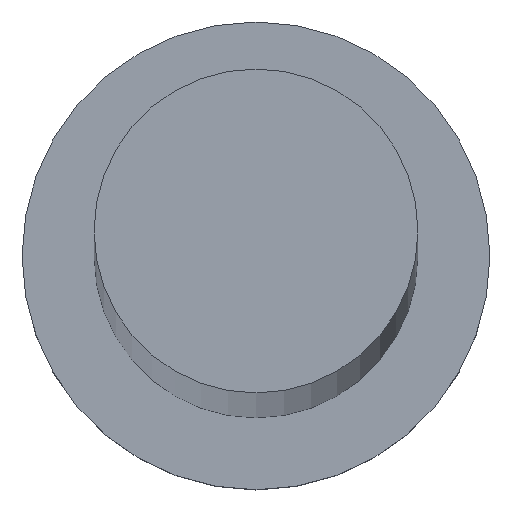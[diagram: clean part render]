
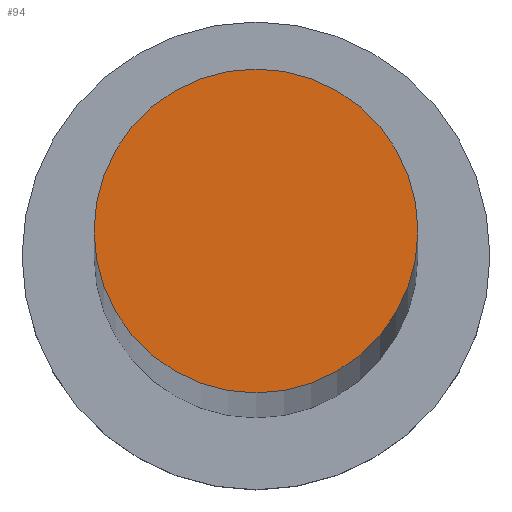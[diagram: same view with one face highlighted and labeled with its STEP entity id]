
A CAD part, top view. The second image highlights one B-rep face of the part: STEP entity #94.
In plain terms, the highlighted planar face has unit normal (0, 0, 1).
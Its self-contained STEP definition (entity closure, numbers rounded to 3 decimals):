
#8 = ORIENTED_EDGE ( 'NONE', *, *, #47, .T. ) ;
#17 = DIRECTION ( 'NONE',  ( 0., 0., 1. ) ) ;
#32 = DIRECTION ( 'NONE',  ( 1., 0., 0. ) ) ;
#39 = VERTEX_POINT ( 'NONE', #165 ) ;
#42 = PLANE ( 'NONE',  #204 ) ;
#47 = EDGE_CURVE ( 'NONE', #244, #39, #186, .T. ) ;
#65 = CIRCLE ( 'NONE', #245, 9. ) ;
#76 = CARTESIAN_POINT ( 'NONE',  ( 0., 0., 800. ) ) ;
#82 = ORIENTED_EDGE ( 'NONE', *, *, #191, .T. ) ;
#94 = ADVANCED_FACE ( 'NONE', ( #209 ), #42, .T. ) ;
#103 = DIRECTION ( 'NONE',  ( 0., 0., 1. ) ) ;
#115 = CARTESIAN_POINT ( 'NONE',  ( 0., 0., 800. ) ) ;
#155 = DIRECTION ( 'NONE',  ( 0., 0., 1. ) ) ;
#160 = DIRECTION ( 'NONE',  ( 1., 0., 0. ) ) ;
#164 = AXIS2_PLACEMENT_3D ( 'NONE', #76, #155, #32 ) ;
#165 = CARTESIAN_POINT ( 'NONE',  ( 9., 0., 800. ) ) ;
#172 = DIRECTION ( 'NONE',  ( 1., 0., 0. ) ) ;
#186 = CIRCLE ( 'NONE', #164, 9. ) ;
#191 = EDGE_CURVE ( 'NONE', #39, #244, #65, .T. ) ;
#202 = EDGE_LOOP ( 'NONE', ( #8, #82 ) ) ;
#204 = AXIS2_PLACEMENT_3D ( 'NONE', #115, #17, #172 ) ;
#209 = FACE_OUTER_BOUND ( 'NONE', #202, .T. ) ;
#218 = CARTESIAN_POINT ( 'NONE',  ( 0., 0., 800. ) ) ;
#241 = CARTESIAN_POINT ( 'NONE',  ( -9., 0., 800. ) ) ;
#244 = VERTEX_POINT ( 'NONE', #241 ) ;
#245 = AXIS2_PLACEMENT_3D ( 'NONE', #218, #103, #160 ) ;
